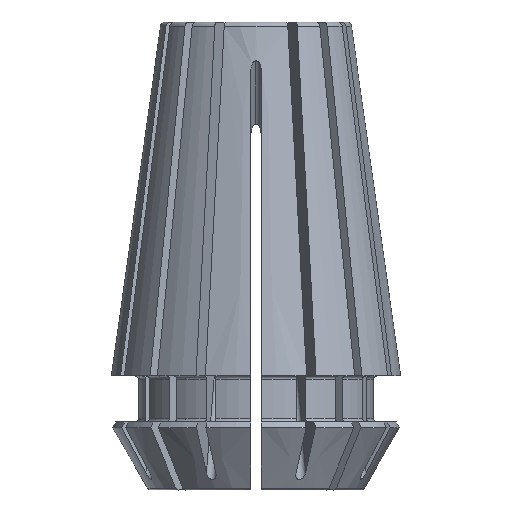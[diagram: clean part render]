
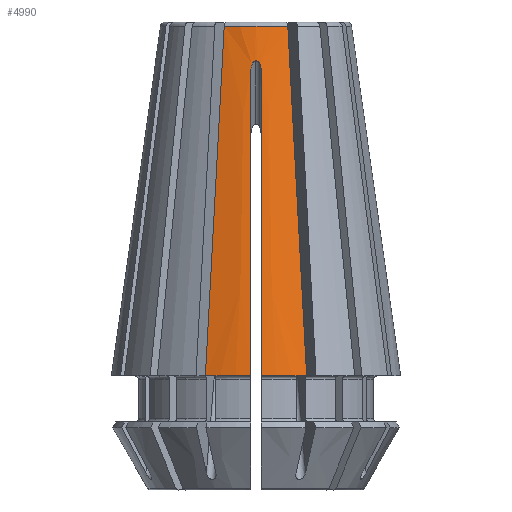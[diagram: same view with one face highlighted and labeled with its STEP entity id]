
A CAD part, front view. The second image highlights one B-rep face of the part: STEP entity #4990.
In plain terms, the highlighted conical face has half-angle 8 degrees and reference radius 5.613 mm.
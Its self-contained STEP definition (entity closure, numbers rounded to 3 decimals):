
#52=CONICAL_SURFACE('',#5283,5.613,0.14);
#173=B_SPLINE_CURVE_WITH_KNOTS('',3,(#7032,#7033,#7034,#7035),
 .UNSPECIFIED.,.F.,.U.,(4,4),(0.,0.02),
 .UNSPECIFIED.);
#174=B_SPLINE_CURVE_WITH_KNOTS('',3,(#7036,#7037,#7038,#7039),
 .UNSPECIFIED.,.F.,.U.,(4,4),(0.,0.02),
 .UNSPECIFIED.);
#175=B_SPLINE_CURVE_WITH_KNOTS('',3,(#7043,#7044,#7045,#7046),
 .UNSPECIFIED.,.F.,.U.,(4,4),(0.011,0.03),
 .UNSPECIFIED.);
#176=B_SPLINE_CURVE_WITH_KNOTS('',3,(#7048,#7049,#7050,#7051,#7052,#7053,
#7054,#7055,#7056),.UNSPECIFIED.,.F.,.U.,(4,1,1,1,1,1,4),(0.,0.,
0.,0.001,0.001,0.001,
0.001),.UNSPECIFIED.);
#177=B_SPLINE_CURVE_WITH_KNOTS('',3,(#7059,#7060,#7061,#7062),
 .UNSPECIFIED.,.F.,.U.,(4,4),(0.011,0.03),
 .UNSPECIFIED.);
#1080=VERTEX_POINT('',#6958);
#1081=VERTEX_POINT('',#6960);
#1096=VERTEX_POINT('',#7021);
#1097=VERTEX_POINT('',#7022);
#1098=VERTEX_POINT('',#7040);
#1099=VERTEX_POINT('',#7042);
#1100=VERTEX_POINT('',#7047);
#1101=VERTEX_POINT('',#7057);
#1102=VERTEX_POINT('',#7058);
#1643=CIRCLE('',#5267,8.5);
#1651=CIRCLE('',#5282,5.613);
#1652=CIRCLE('',#5284,8.5);
#1877=EDGE_CURVE('',#1081,#1080,#1643,.T.);
#1898=EDGE_CURVE('',#1096,#1097,#1651,.T.);
#1901=EDGE_CURVE('',#1080,#1097,#173,.T.);
#1902=EDGE_CURVE('',#1098,#1096,#174,.T.);
#1903=EDGE_CURVE('',#1098,#1099,#1652,.T.);
#1904=EDGE_CURVE('',#1099,#1100,#175,.T.);
#1905=EDGE_CURVE('',#1100,#1101,#176,.T.);
#1906=EDGE_CURVE('',#1101,#1102,#176,.T.);
#1907=EDGE_CURVE('',#1081,#1102,#177,.T.);
#2754=ORIENTED_EDGE('',*,*,#1877,.T.);
#2755=ORIENTED_EDGE('',*,*,#1901,.T.);
#2756=ORIENTED_EDGE('',*,*,#1898,.F.);
#2757=ORIENTED_EDGE('',*,*,#1902,.F.);
#2758=ORIENTED_EDGE('',*,*,#1903,.T.);
#2759=ORIENTED_EDGE('',*,*,#1904,.T.);
#2760=ORIENTED_EDGE('',*,*,#1905,.T.);
#2761=ORIENTED_EDGE('',*,*,#1906,.T.);
#2762=ORIENTED_EDGE('',*,*,#1907,.F.);
#4424=EDGE_LOOP('',(#2754,#2755,#2756,#2757,#2758,#2759,#2760,#2761,#2762));
#4707=FACE_BOUND('',#4424,.T.);
#4990=ADVANCED_FACE('',(#4707),#52,.T.);
#5267=AXIS2_PLACEMENT_3D('',#6959,#5802,#5803);
#5282=AXIS2_PLACEMENT_3D('',#7020,#5834,#5835);
#5283=AXIS2_PLACEMENT_3D('',#7031,#5836,#5837);
#5284=AXIS2_PLACEMENT_3D('',#7041,#5838,#5839);
#5802=DIRECTION('',(0.,0.,1.));
#5803=DIRECTION('',(-8.5,0.,0.));
#5834=DIRECTION('',(0.,0.,1.));
#5835=DIRECTION('',(5.613,0.,0.));
#5836=DIRECTION('',(0.,0.,-1.));
#5837=DIRECTION('',(-5.613,0.,0.));
#5838=DIRECTION('',(0.,0.,1.));
#5839=DIRECTION('',(-8.5,0.,0.));
#6958=CARTESIAN_POINT('',(2.974,-7.963,6.7));
#6959=CARTESIAN_POINT('',(0.,0.,6.7));
#6960=CARTESIAN_POINT('',(0.3,-8.495,6.7));
#7020=CARTESIAN_POINT('',(0.,0.,27.242));
#7021=CARTESIAN_POINT('',(-1.868,-5.293,27.242));
#7022=CARTESIAN_POINT('',(1.868,-5.293,27.242));
#7031=CARTESIAN_POINT('',(0.,0.,27.242));
#7032=CARTESIAN_POINT('',(2.974,-7.963,6.7));
#7033=CARTESIAN_POINT('',(2.605,-7.073,13.547));
#7034=CARTESIAN_POINT('',(2.237,-6.184,20.395));
#7035=CARTESIAN_POINT('',(1.868,-5.293,27.242));
#7036=CARTESIAN_POINT('',(-2.974,-7.963,6.7));
#7037=CARTESIAN_POINT('',(-2.605,-7.073,13.547));
#7038=CARTESIAN_POINT('',(-2.237,-6.184,20.395));
#7039=CARTESIAN_POINT('',(-1.868,-5.293,27.242));
#7040=CARTESIAN_POINT('',(-2.974,-7.963,6.7));
#7041=CARTESIAN_POINT('',(0.,0.,6.7));
#7042=CARTESIAN_POINT('',(-0.3,-8.495,6.7));
#7043=CARTESIAN_POINT('',(-0.3,-8.495,6.7));
#7044=CARTESIAN_POINT('',(-0.3,-7.65,12.707));
#7045=CARTESIAN_POINT('',(-0.3,-6.805,18.715));
#7046=CARTESIAN_POINT('',(-0.3,-5.96,24.722));
#7047=CARTESIAN_POINT('',(-0.3,-5.96,24.722));
#7048=CARTESIAN_POINT('',(-0.3,-5.96,24.722));
#7049=CARTESIAN_POINT('',(-0.3,-5.945,24.828));
#7050=CARTESIAN_POINT('',(-0.27,-5.924,24.984));
#7051=CARTESIAN_POINT('',(-0.155,-5.903,25.164));
#7052=CARTESIAN_POINT('',(0.,-5.895,25.241));
#7053=CARTESIAN_POINT('',(0.154,-5.903,25.164));
#7054=CARTESIAN_POINT('',(0.27,-5.924,24.984));
#7055=CARTESIAN_POINT('',(0.3,-5.945,24.827));
#7056=CARTESIAN_POINT('',(0.3,-5.96,24.722));
#7057=CARTESIAN_POINT('',(0.,-5.898,25.215));
#7058=CARTESIAN_POINT('',(0.3,-5.96,24.722));
#7059=CARTESIAN_POINT('',(0.3,-8.495,6.7));
#7060=CARTESIAN_POINT('',(0.3,-7.65,12.707));
#7061=CARTESIAN_POINT('',(0.3,-6.805,18.715));
#7062=CARTESIAN_POINT('',(0.3,-5.96,24.722));
